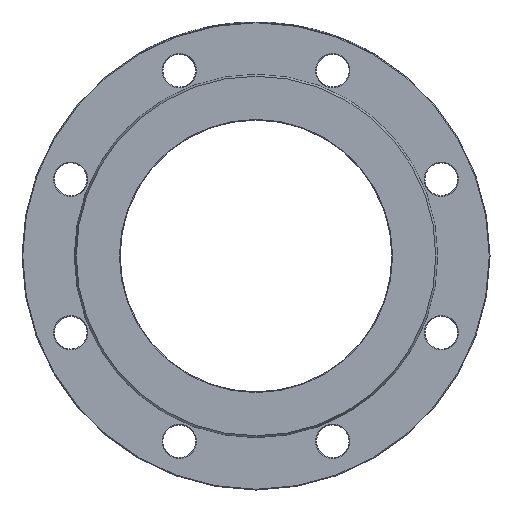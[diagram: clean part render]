
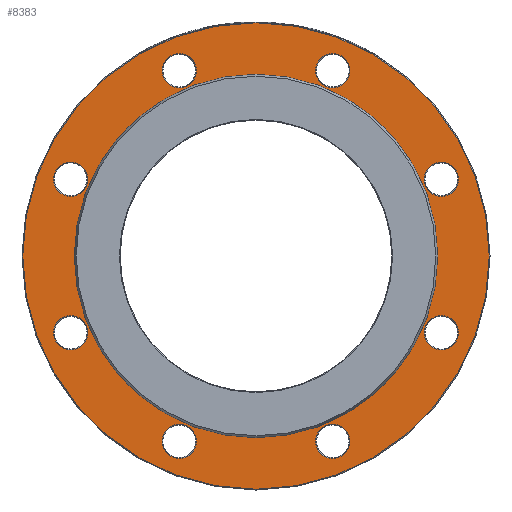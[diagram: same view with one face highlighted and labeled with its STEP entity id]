
A CAD part, left-side view. The second image highlights one B-rep face of the part: STEP entity #8383.
In plain terms, the highlighted planar face has unit normal (-1, 0, 0).
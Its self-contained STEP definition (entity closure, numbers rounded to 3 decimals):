
#367 = DIRECTION ( 'NONE',  ( 0., -0.707, 0.707 ) ) ;
#368 = EDGE_LOOP ( 'NONE', ( #7538 ) ) ;
#424 = AXIS2_PLACEMENT_3D ( 'NONE', #6554, #3744, #4535 ) ;
#456 = CARTESIAN_POINT ( 'NONE',  ( 3., -124.724, -51.662 ) ) ;
#501 = AXIS2_PLACEMENT_3D ( 'NONE', #5746, #2306, #5044 ) ;
#597 = EDGE_CURVE ( 'NONE', #2314, #2314, #1813, .T. ) ;
#632 = FACE_BOUND ( 'NONE', #1201, .T. ) ;
#719 = FACE_BOUND ( 'NONE', #4209, .T. ) ;
#767 = CIRCLE ( 'NONE', #7702, 157. ) ;
#838 = ORIENTED_EDGE ( 'NONE', *, *, #3928, .T. ) ;
#861 = DIRECTION ( 'NONE',  ( 0., 0.707, -0.707 ) ) ;
#925 = AXIS2_PLACEMENT_3D ( 'NONE', #3911, #6539, #5966 ) ;
#972 = DIRECTION ( 'NONE',  ( 1., 0., 0. ) ) ;
#1046 = CARTESIAN_POINT ( 'NONE',  ( 3., 132.855, 43.531 ) ) ;
#1077 = ORIENTED_EDGE ( 'NONE', *, *, #8464, .T. ) ;
#1201 = EDGE_LOOP ( 'NONE', ( #4648 ) ) ;
#1208 = CIRCLE ( 'NONE', #5384, 122.336 ) ;
#1233 = DIRECTION ( 'NONE',  ( 1., 0., 0. ) ) ;
#1304 = CARTESIAN_POINT ( 'NONE',  ( 3., -132.855, -43.531 ) ) ;
#1374 = EDGE_CURVE ( 'NONE', #6924, #6924, #767, .T. ) ;
#1504 = DIRECTION ( 'NONE',  ( 0., 0., -1. ) ) ;
#1548 = EDGE_LOOP ( 'NONE', ( #838 ) ) ;
#1711 = AXIS2_PLACEMENT_3D ( 'NONE', #3322, #7378, #8507 ) ;
#1742 = CIRCLE ( 'NONE', #501, 11.5 ) ;
#1813 = CIRCLE ( 'NONE', #424, 11.5 ) ;
#1879 = EDGE_LOOP ( 'NONE', ( #1077 ) ) ;
#1893 = PLANE ( 'NONE',  #1711 ) ;
#1899 = CARTESIAN_POINT ( 'NONE',  ( 3., 0., 0. ) ) ;
#2167 = EDGE_CURVE ( 'NONE', #3613, #3613, #7871, .T. ) ;
#2306 = DIRECTION ( 'NONE',  ( 1., 0., 0. ) ) ;
#2314 = VERTEX_POINT ( 'NONE', #2963 ) ;
#2327 = EDGE_CURVE ( 'NONE', #5054, #5054, #1742, .T. ) ;
#2446 = EDGE_CURVE ( 'NONE', #8277, #8277, #5361, .T. ) ;
#2618 = VERTEX_POINT ( 'NONE', #2698 ) ;
#2698 = CARTESIAN_POINT ( 'NONE',  ( 3., -43.531, 132.855 ) ) ;
#2811 = ORIENTED_EDGE ( 'NONE', *, *, #2327, .T. ) ;
#2950 = ORIENTED_EDGE ( 'NONE', *, *, #8298, .T. ) ;
#2963 = CARTESIAN_POINT ( 'NONE',  ( 3., -63.162, -124.724 ) ) ;
#2969 = CARTESIAN_POINT ( 'NONE',  ( 3., -124.724, 51.662 ) ) ;
#3138 = VERTEX_POINT ( 'NONE', #4393 ) ;
#3308 = ORIENTED_EDGE ( 'NONE', *, *, #2167, .T. ) ;
#3322 = CARTESIAN_POINT ( 'NONE',  ( 3., 122.336, 0. ) ) ;
#3524 = EDGE_LOOP ( 'NONE', ( #3308 ) ) ;
#3613 = VERTEX_POINT ( 'NONE', #3741 ) ;
#3741 = CARTESIAN_POINT ( 'NONE',  ( 3., -124.724, 63.162 ) ) ;
#3744 = DIRECTION ( 'NONE',  ( 1., 0., 0. ) ) ;
#3775 = DIRECTION ( 'NONE',  ( 0., 0., 1. ) ) ;
#3796 = DIRECTION ( 'NONE',  ( 1., 0., 0. ) ) ;
#3797 = EDGE_LOOP ( 'NONE', ( #5577 ) ) ;
#3877 = CARTESIAN_POINT ( 'NONE',  ( 3., 124.724, -63.162 ) ) ;
#3887 = DIRECTION ( 'NONE',  ( 0., 0.707, 0.707 ) ) ;
#3893 = DIRECTION ( 'NONE',  ( -1., 0., 0. ) ) ;
#3911 = CARTESIAN_POINT ( 'NONE',  ( 3., 51.662, -124.724 ) ) ;
#3928 = EDGE_CURVE ( 'NONE', #3138, #3138, #7642, .T. ) ;
#4022 = FACE_BOUND ( 'NONE', #7112, .T. ) ;
#4110 = AXIS2_PLACEMENT_3D ( 'NONE', #8087, #7441, #861 ) ;
#4201 = EDGE_LOOP ( 'NONE', ( #2811 ) ) ;
#4209 = EDGE_LOOP ( 'NONE', ( #8392 ) ) ;
#4292 = CARTESIAN_POINT ( 'NONE',  ( 3., 0., 0. ) ) ;
#4343 = AXIS2_PLACEMENT_3D ( 'NONE', #456, #3796, #367 ) ;
#4393 = CARTESIAN_POINT ( 'NONE',  ( 3., 43.531, -132.855 ) ) ;
#4535 = DIRECTION ( 'NONE',  ( 0., -1., 0. ) ) ;
#4627 = FACE_BOUND ( 'NONE', #3797, .T. ) ;
#4648 = ORIENTED_EDGE ( 'NONE', *, *, #4678, .F. ) ;
#4678 = EDGE_CURVE ( 'NONE', #5803, #5803, #1208, .T. ) ;
#4716 = CARTESIAN_POINT ( 'NONE',  ( 3., -51.662, 124.724 ) ) ;
#4974 = DIRECTION ( 'NONE',  ( 0., 0., 1. ) ) ;
#5044 = DIRECTION ( 'NONE',  ( 0., 1., 0. ) ) ;
#5054 = VERTEX_POINT ( 'NONE', #5151 ) ;
#5081 = AXIS2_PLACEMENT_3D ( 'NONE', #2969, #6419, #4974 ) ;
#5151 = CARTESIAN_POINT ( 'NONE',  ( 3., 63.162, 124.724 ) ) ;
#5361 = CIRCLE ( 'NONE', #4110, 11.5 ) ;
#5384 = AXIS2_PLACEMENT_3D ( 'NONE', #4292, #7088, #3775 ) ;
#5577 = ORIENTED_EDGE ( 'NONE', *, *, #597, .T. ) ;
#5746 = CARTESIAN_POINT ( 'NONE',  ( 3., 51.662, 124.724 ) ) ;
#5803 = VERTEX_POINT ( 'NONE', #8451 ) ;
#5859 = FACE_BOUND ( 'NONE', #1879, .T. ) ;
#5896 = FACE_BOUND ( 'NONE', #7085, .T. ) ;
#5966 = DIRECTION ( 'NONE',  ( 0., -0.707, -0.707 ) ) ;
#6034 = CIRCLE ( 'NONE', #8261, 11.5 ) ;
#6183 = AXIS2_PLACEMENT_3D ( 'NONE', #4716, #1233, #3887 ) ;
#6328 = CARTESIAN_POINT ( 'NONE',  ( 3., 0., -157. ) ) ;
#6419 = DIRECTION ( 'NONE',  ( 1., 0., 0. ) ) ;
#6460 = CIRCLE ( 'NONE', #6183, 11.5 ) ;
#6539 = DIRECTION ( 'NONE',  ( 1., 0., 0. ) ) ;
#6554 = CARTESIAN_POINT ( 'NONE',  ( 3., -51.662, -124.724 ) ) ;
#6641 = FACE_BOUND ( 'NONE', #3524, .T. ) ;
#6683 = FACE_BOUND ( 'NONE', #4201, .T. ) ;
#6924 = VERTEX_POINT ( 'NONE', #6328 ) ;
#7085 = EDGE_LOOP ( 'NONE', ( #2950 ) ) ;
#7088 = DIRECTION ( 'NONE',  ( -1., 0., 0. ) ) ;
#7112 = EDGE_LOOP ( 'NONE', ( #7733 ) ) ;
#7136 = CIRCLE ( 'NONE', #4343, 11.5 ) ;
#7149 = VERTEX_POINT ( 'NONE', #1304 ) ;
#7207 = FACE_OUTER_BOUND ( 'NONE', #368, .T. ) ;
#7378 = DIRECTION ( 'NONE',  ( 1., 0., 0. ) ) ;
#7441 = DIRECTION ( 'NONE',  ( 1., 0., 0. ) ) ;
#7538 = ORIENTED_EDGE ( 'NONE', *, *, #1374, .T. ) ;
#7642 = CIRCLE ( 'NONE', #925, 11.5 ) ;
#7702 = AXIS2_PLACEMENT_3D ( 'NONE', #1899, #3893, #8554 ) ;
#7733 = ORIENTED_EDGE ( 'NONE', *, *, #2446, .T. ) ;
#7862 = FACE_BOUND ( 'NONE', #1548, .T. ) ;
#7871 = CIRCLE ( 'NONE', #5081, 11.5 ) ;
#7923 = EDGE_CURVE ( 'NONE', #8013, #8013, #6034, .T. ) ;
#8013 = VERTEX_POINT ( 'NONE', #3877 ) ;
#8087 = CARTESIAN_POINT ( 'NONE',  ( 3., 124.724, 51.662 ) ) ;
#8208 = CARTESIAN_POINT ( 'NONE',  ( 3., 124.724, -51.662 ) ) ;
#8261 = AXIS2_PLACEMENT_3D ( 'NONE', #8208, #972, #1504 ) ;
#8277 = VERTEX_POINT ( 'NONE', #1046 ) ;
#8298 = EDGE_CURVE ( 'NONE', #7149, #7149, #7136, .T. ) ;
#8383 = ADVANCED_FACE ( 'NONE', ( #4022, #6683, #5859, #6641, #5896, #4627, #7862, #719, #7207, #632 ), #1893, .F. ) ;
#8392 = ORIENTED_EDGE ( 'NONE', *, *, #7923, .T. ) ;
#8451 = CARTESIAN_POINT ( 'NONE',  ( 3., 0., 122.336 ) ) ;
#8464 = EDGE_CURVE ( 'NONE', #2618, #2618, #6460, .T. ) ;
#8507 = DIRECTION ( 'NONE',  ( 0., 0., -1. ) ) ;
#8554 = DIRECTION ( 'NONE',  ( 0., 0., -1. ) ) ;
